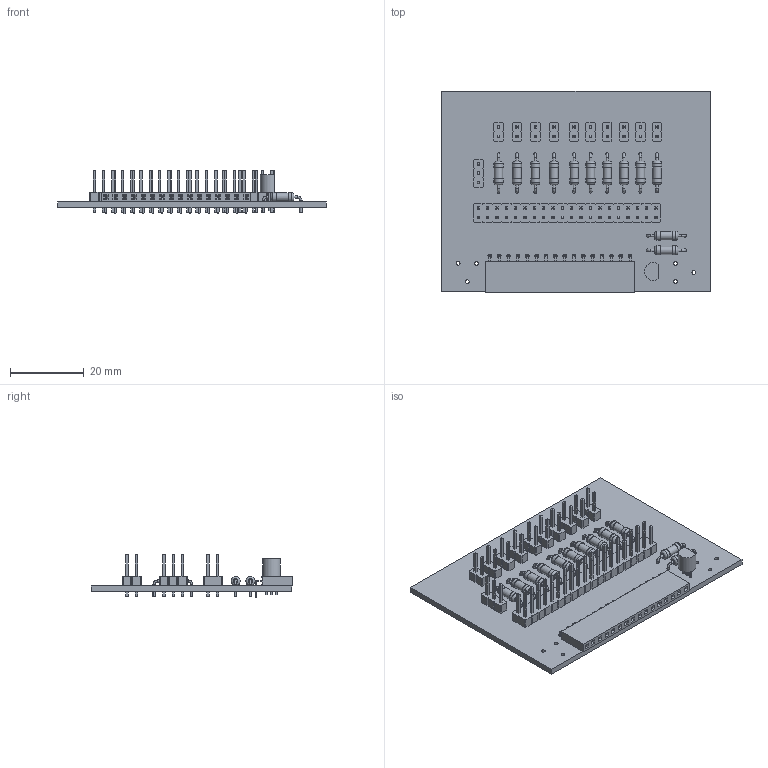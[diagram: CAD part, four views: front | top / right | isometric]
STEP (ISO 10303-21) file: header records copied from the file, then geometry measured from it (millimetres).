
FILE_DESCRIPTION(('KiCad electronic assembly'),'2;1');
FILE_NAME('whenisbins.step','2025-01-09T08:44:34',('Pcbnew'),('Kicad'), 'Open CASCADE STEP processor 7.6','KiCad to STEP converter','Unknown' );
FILE_SCHEMA(('AUTOMOTIVE_DESIGN { 1 0 10303 214 1 1 1 1 }'));
Length unit declared in the file: millimetre
Products named in the file (14): whenisbins 1; R_Axial_DIN0207_L6.3mm_D2.5mm_P10.16mm_Horizontal; R_Axial_DIN0207_L63mm_D25mm_P1016mm_Horizontal; PinHeader_1x02_P2.54mm_Vertical; PinHeader_1x02_P254mm_Vertical; PinSocket_1x16_P2.54mm_Horizontal; PinSocket_1x16_P254mm_Horizontal; PinHeader_2x20_P2.54mm_Vertical; PinHeader_2x20_P254mm_Vertical; PinHeader_1x03_P2.54mm_Vertical; PinHeader_1x03_P254mm_Vertical; TO-92_Inline; TO-92_Inline_Narrow; whenisbins_PCB
Assembly tree (33 placements, depth 3):
  whenisbins 1
    R_Axial_DIN0207_L6.3mm_D2.5mm_P10.16mm_Horizontal  x12
      R_Axial_DIN0207_L63mm_D25mm_P1016mm_Horizontal
    PinHeader_1x02_P2.54mm_Vertical  x10
      PinHeader_1x02_P254mm_Vertical
    PinSocket_1x16_P2.54mm_Horizontal
      PinSocket_1x16_P254mm_Horizontal
    PinHeader_2x20_P2.54mm_Vertical
      PinHeader_2x20_P254mm_Vertical
    PinHeader_1x03_P2.54mm_Vertical
      PinHeader_1x03_P254mm_Vertical
    TO-92_Inline
      TO-92_Inline_Narrow
    whenisbins_PCB
Bounding box: 73 x 54.78 x 11.84 mm (x, y, z)
Volume: 8754.3 mm3; surface area: 14156.2 mm2
Topology: 27 solids, 27 shells, 2351 faces, 5576 edges, 3504 vertices
Faces by surface type: plane 2074, cylinder 229, torus 48
Full cylindrical faces by diameter (mm): 0.6 x48, 0.75 x3, 0.8 x24, 1 x85, 2.25 x12, 2.5 x24
Entity records: 60660 total; most frequent: CARTESIAN_POINT 8555, ORIENTED_EDGE 8362, DIRECTION 7951, EDGE_CURVE 4181, LINE 3871, VECTOR 3871, VERTEX_POINT 2644, FACE_BOUND 2065
